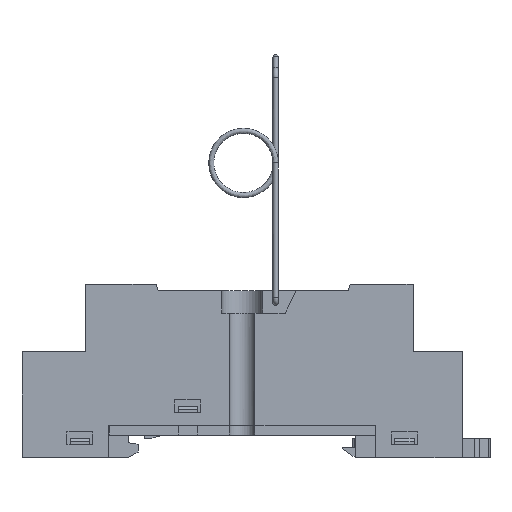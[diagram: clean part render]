
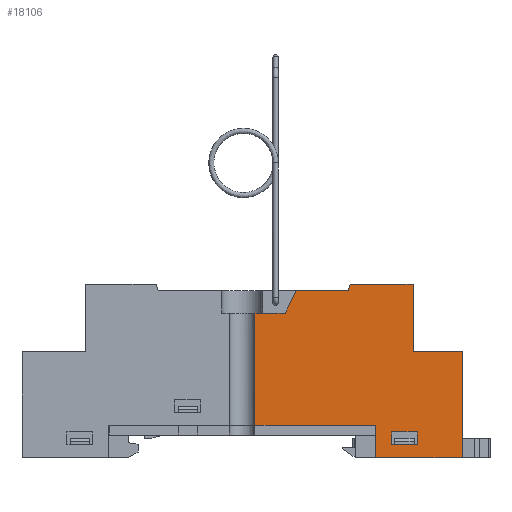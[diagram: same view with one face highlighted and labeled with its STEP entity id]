
A CAD part, front view. The second image highlights one B-rep face of the part: STEP entity #18106.
In plain terms, the highlighted planar face has unit normal (0, -1, 0).
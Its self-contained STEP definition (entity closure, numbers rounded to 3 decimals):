
#402 = VERTEX_POINT ( 'NONE', #42675 ) ;
#1035 = ORIENTED_EDGE ( 'NONE', *, *, #21789, .T. ) ;
#1135 = VECTOR ( 'NONE', #26529, 1000. ) ;
#1457 = EDGE_CURVE ( 'NONE', #4496, #25059, #14112, .T. ) ;
#2272 = ORIENTED_EDGE ( 'NONE', *, *, #1457, .T. ) ;
#2746 = VERTEX_POINT ( 'NONE', #51900 ) ;
#3753 = DIRECTION ( 'NONE',  ( 0., 0., -1. ) ) ;
#4496 = VERTEX_POINT ( 'NONE', #29188 ) ;
#4707 = EDGE_LOOP ( 'NONE', ( #43920, #45425, #28655, #46145 ) ) ;
#4767 = VECTOR ( 'NONE', #18630, 1000. ) ;
#5401 = EDGE_CURVE ( 'NONE', #402, #20928, #30369, .T. ) ;
#5975 = ORIENTED_EDGE ( 'NONE', *, *, #45426, .F. ) ;
#7071 = ORIENTED_EDGE ( 'NONE', *, *, #33991, .T. ) ;
#7534 = VECTOR ( 'NONE', #32219, 1000. ) ;
#7584 = VERTEX_POINT ( 'NONE', #10405 ) ;
#8435 = CARTESIAN_POINT ( 'NONE',  ( 19.65, -15., 0. ) ) ;
#8444 = VERTEX_POINT ( 'NONE', #44213 ) ;
#9322 = CARTESIAN_POINT ( 'NONE',  ( 0.875, -15., 13.5 ) ) ;
#9489 = CARTESIAN_POINT ( 'NONE',  ( 17.012, -15., 0. ) ) ;
#9683 = VECTOR ( 'NONE', #37300, 1000. ) ;
#9769 = EDGE_CURVE ( 'NONE', #54072, #21507, #27142, .T. ) ;
#10405 = CARTESIAN_POINT ( 'NONE',  ( 2.075, -15., 22.5 ) ) ;
#10429 = LINE ( 'NONE', #41296, #9683 ) ;
#10693 = CARTESIAN_POINT ( 'NONE',  ( 26.15, -15., 2. ) ) ;
#10914 = ORIENTED_EDGE ( 'NONE', *, *, #53662, .F. ) ;
#12176 = LINE ( 'NONE', #17944, #20008 ) ;
#12249 = LINE ( 'NONE', #53216, #57901 ) ;
#12274 = CARTESIAN_POINT ( 'NONE',  ( 25.5, -15., 13.5 ) ) ;
#12418 = FACE_BOUND ( 'NONE', #4707, .T. ) ;
#13611 = EDGE_CURVE ( 'NONE', #2746, #35593, #12249, .T. ) ;
#14112 = LINE ( 'NONE', #9322, #44673 ) ;
#14159 = DIRECTION ( 'NONE',  ( 0., 0., -1. ) ) ;
#14835 = EDGE_CURVE ( 'NONE', #21507, #30477, #36350, .T. ) ;
#15002 = VECTOR ( 'NONE', #17549, 1000. ) ;
#17057 = LINE ( 'NONE', #57910, #49846 ) ;
#17271 = EDGE_CURVE ( 'NONE', #48278, #25828, #52497, .T. ) ;
#17281 = CARTESIAN_POINT ( 'NONE',  ( 33.15, -15., 16.5 ) ) ;
#17549 = DIRECTION ( 'NONE',  ( -1., 0., 0. ) ) ;
#17944 = CARTESIAN_POINT ( 'NONE',  ( 26.15, -15., 13.5 ) ) ;
#18106 = ADVANCED_FACE ( 'NONE', ( #12418, #53008 ), #29111, .T. ) ;
#18527 = CARTESIAN_POINT ( 'NONE',  ( 25.5, -15., 27. ) ) ;
#18630 = DIRECTION ( 'NONE',  ( 1., 0., 0. ) ) ;
#19260 = ORIENTED_EDGE ( 'NONE', *, *, #24163, .T. ) ;
#19643 = CARTESIAN_POINT ( 'NONE',  ( 0.6, -15., 26. ) ) ;
#20008 = VECTOR ( 'NONE', #14159, 1000. ) ;
#20309 = CARTESIAN_POINT ( 'NONE',  ( 19.65, -15., 5. ) ) ;
#20339 = DIRECTION ( 'NONE',  ( 0., -1., 0. ) ) ;
#20352 = ORIENTED_EDGE ( 'NONE', *, *, #32693, .T. ) ;
#20928 = VERTEX_POINT ( 'NONE', #43275 ) ;
#21340 = DIRECTION ( 'NONE',  ( -1., 0., 0. ) ) ;
#21507 = VERTEX_POINT ( 'NONE', #24070 ) ;
#21633 = EDGE_CURVE ( 'NONE', #8444, #402, #17057, .T. ) ;
#21668 = LINE ( 'NONE', #57256, #41626 ) ;
#21762 = VECTOR ( 'NONE', #24207, 1000. ) ;
#21789 = EDGE_CURVE ( 'NONE', #25828, #54072, #54092, .T. ) ;
#21981 = AXIS2_PLACEMENT_3D ( 'NONE', #24100, #20339, #38448 ) ;
#22266 = VERTEX_POINT ( 'NONE', #43416 ) ;
#22703 = EDGE_LOOP ( 'NONE', ( #37000, #5975, #57917, #10914, #45459, #2272, #7071, #20352, #49047, #1035, #24017, #26307, #19260 ) ) ;
#23429 = CARTESIAN_POINT ( 'NONE',  ( 17.012, -15., 27. ) ) ;
#24017 = ORIENTED_EDGE ( 'NONE', *, *, #9769, .T. ) ;
#24056 = DIRECTION ( 'NONE',  ( 1., 0., 0. ) ) ;
#24070 = CARTESIAN_POINT ( 'NONE',  ( 25.5, -15., 16.5 ) ) ;
#24100 = CARTESIAN_POINT ( 'NONE',  ( 0.875, -15., 27. ) ) ;
#24161 = VECTOR ( 'NONE', #34163, 1000. ) ;
#24163 = EDGE_CURVE ( 'NONE', #30477, #22266, #57449, .T. ) ;
#24207 = DIRECTION ( 'NONE',  ( 1., 0., 0. ) ) ;
#25059 = VERTEX_POINT ( 'NONE', #50316 ) ;
#25658 = CARTESIAN_POINT ( 'NONE',  ( 19.65, -15., 13.5 ) ) ;
#25828 = VERTEX_POINT ( 'NONE', #47901 ) ;
#26307 = ORIENTED_EDGE ( 'NONE', *, *, #14835, .T. ) ;
#26529 = DIRECTION ( 'NONE',  ( 0.287, 0., 0.958 ) ) ;
#27142 = LINE ( 'NONE', #35090, #15002 ) ;
#28347 = EDGE_CURVE ( 'NONE', #53760, #22266, #29672, .T. ) ;
#28450 = VECTOR ( 'NONE', #48443, 1000. ) ;
#28655 = ORIENTED_EDGE ( 'NONE', *, *, #21633, .T. ) ;
#28683 = CARTESIAN_POINT ( 'NONE',  ( 3.825, -15., 22.501 ) ) ;
#28836 = VERTEX_POINT ( 'NONE', #20309 ) ;
#29111 = PLANE ( 'NONE',  #21981 ) ;
#29188 = CARTESIAN_POINT ( 'NONE',  ( 0.875, -15., 22.5 ) ) ;
#29672 = LINE ( 'NONE', #48640, #1135 ) ;
#29822 = CARTESIAN_POINT ( 'NONE',  ( 15.4, -15., 26. ) ) ;
#29879 = LINE ( 'NONE', #44948, #24161 ) ;
#30253 = EDGE_CURVE ( 'NONE', #57228, #8444, #21668, .T. ) ;
#30358 = DIRECTION ( 'NONE',  ( 0., 0., 1. ) ) ;
#30369 = LINE ( 'NONE', #39890, #49623 ) ;
#30477 = VERTEX_POINT ( 'NONE', #18527 ) ;
#31024 = LINE ( 'NONE', #28683, #45278 ) ;
#31028 = LINE ( 'NONE', #19643, #21762 ) ;
#31363 = VECTOR ( 'NONE', #53296, 1000. ) ;
#32219 = DIRECTION ( 'NONE',  ( -1., 0., 0. ) ) ;
#32271 = EDGE_CURVE ( 'NONE', #20928, #57228, #12176, .T. ) ;
#32693 = EDGE_CURVE ( 'NONE', #28836, #48278, #58598, .T. ) ;
#33991 = EDGE_CURVE ( 'NONE', #25059, #28836, #10429, .T. ) ;
#34163 = DIRECTION ( 'NONE',  ( 1., 0., 0. ) ) ;
#35090 = CARTESIAN_POINT ( 'NONE',  ( 17.012, -15., 16.5 ) ) ;
#35593 = VERTEX_POINT ( 'NONE', #36900 ) ;
#36350 = LINE ( 'NONE', #12274, #31363 ) ;
#36900 = CARTESIAN_POINT ( 'NONE',  ( 7.275, -15., 26. ) ) ;
#37000 = ORIENTED_EDGE ( 'NONE', *, *, #28347, .F. ) ;
#37300 = DIRECTION ( 'NONE',  ( 1., 0., 0. ) ) ;
#37817 = VECTOR ( 'NONE', #3753, 1000. ) ;
#38448 = DIRECTION ( 'NONE',  ( 0., 0., -1. ) ) ;
#39890 = CARTESIAN_POINT ( 'NONE',  ( 17.012, -15., 4. ) ) ;
#41296 = CARTESIAN_POINT ( 'NONE',  ( 17.012, -15., 5. ) ) ;
#41626 = VECTOR ( 'NONE', #21340, 1000. ) ;
#42675 = CARTESIAN_POINT ( 'NONE',  ( 22.15, -15., 4. ) ) ;
#43103 = EDGE_CURVE ( 'NONE', #4496, #7584, #29879, .T. ) ;
#43275 = CARTESIAN_POINT ( 'NONE',  ( 26.15, -15., 4. ) ) ;
#43416 = CARTESIAN_POINT ( 'NONE',  ( 15.7, -15., 27. ) ) ;
#43920 = ORIENTED_EDGE ( 'NONE', *, *, #32271, .T. ) ;
#44213 = CARTESIAN_POINT ( 'NONE',  ( 22.15, -15., 2. ) ) ;
#44673 = VECTOR ( 'NONE', #45959, 1000. ) ;
#44948 = CARTESIAN_POINT ( 'NONE',  ( -1.125, -15., 22.5 ) ) ;
#45278 = VECTOR ( 'NONE', #24056, 1000. ) ;
#45425 = ORIENTED_EDGE ( 'NONE', *, *, #30253, .T. ) ;
#45426 = EDGE_CURVE ( 'NONE', #35593, #53760, #31028, .T. ) ;
#45459 = ORIENTED_EDGE ( 'NONE', *, *, #43103, .F. ) ;
#45959 = DIRECTION ( 'NONE',  ( 0., 0., -1. ) ) ;
#46145 = ORIENTED_EDGE ( 'NONE', *, *, #5401, .T. ) ;
#47901 = CARTESIAN_POINT ( 'NONE',  ( 33.15, -15., 0. ) ) ;
#48278 = VERTEX_POINT ( 'NONE', #8435 ) ;
#48443 = DIRECTION ( 'NONE',  ( 0., 0., 1. ) ) ;
#48640 = CARTESIAN_POINT ( 'NONE',  ( 15.55, -15., 26.5 ) ) ;
#49047 = ORIENTED_EDGE ( 'NONE', *, *, #17271, .T. ) ;
#49623 = VECTOR ( 'NONE', #58464, 1000. ) ;
#49846 = VECTOR ( 'NONE', #30358, 1000. ) ;
#50316 = CARTESIAN_POINT ( 'NONE',  ( 0.875, -15., 5. ) ) ;
#51900 = CARTESIAN_POINT ( 'NONE',  ( 5.575, -15., 22.501 ) ) ;
#52497 = LINE ( 'NONE', #9489, #4767 ) ;
#53008 = FACE_OUTER_BOUND ( 'NONE', #22703, .T. ) ;
#53216 = CARTESIAN_POINT ( 'NONE',  ( 6.425, -15., 24.25 ) ) ;
#53296 = DIRECTION ( 'NONE',  ( 0., 0., 1. ) ) ;
#53662 = EDGE_CURVE ( 'NONE', #7584, #2746, #31024, .T. ) ;
#53760 = VERTEX_POINT ( 'NONE', #29822 ) ;
#54072 = VERTEX_POINT ( 'NONE', #17281 ) ;
#54092 = LINE ( 'NONE', #57657, #28450 ) ;
#57228 = VERTEX_POINT ( 'NONE', #10693 ) ;
#57249 = DIRECTION ( 'NONE',  ( 0.437, 0., 0.899 ) ) ;
#57256 = CARTESIAN_POINT ( 'NONE',  ( 17.012, -15., 2. ) ) ;
#57449 = LINE ( 'NONE', #23429, #7534 ) ;
#57657 = CARTESIAN_POINT ( 'NONE',  ( 33.15, -15., 13.5 ) ) ;
#57901 = VECTOR ( 'NONE', #57249, 1000. ) ;
#57910 = CARTESIAN_POINT ( 'NONE',  ( 22.15, -15., 13.5 ) ) ;
#57917 = ORIENTED_EDGE ( 'NONE', *, *, #13611, .F. ) ;
#58464 = DIRECTION ( 'NONE',  ( 1., 0., 0. ) ) ;
#58598 = LINE ( 'NONE', #25658, #37817 ) ;
